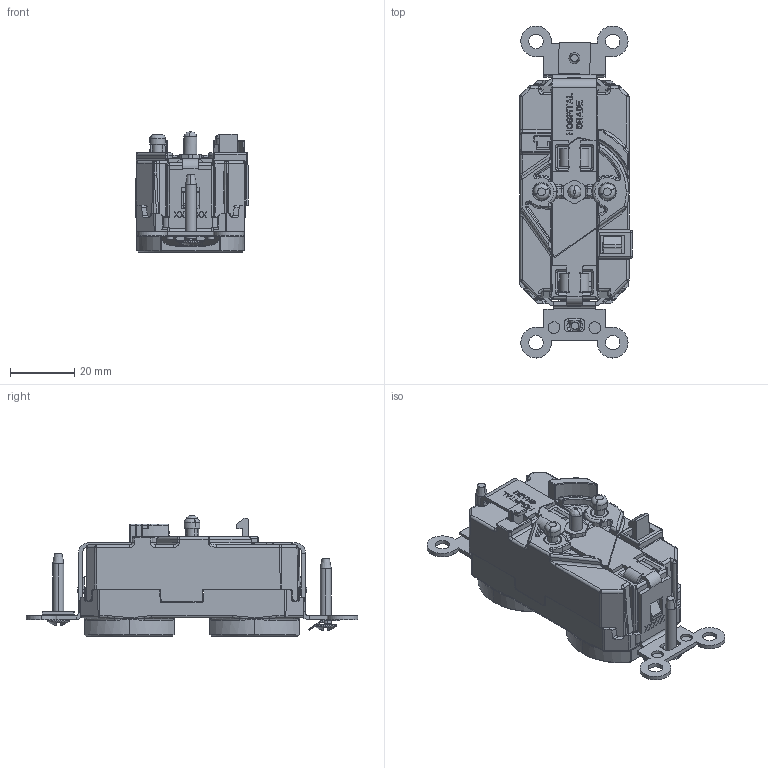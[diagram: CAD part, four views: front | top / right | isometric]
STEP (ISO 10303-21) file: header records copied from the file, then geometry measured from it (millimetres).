
FILE_DESCRIPTION (( 'STEP AP214' ), '1' );
FILE_NAME ('ORC6958-M01.STEP', '2025-10-08T15:45:02', ( '' ), ( '' ), 'SwSTEP 2.0', 'SolidWorks 2024', '' );
FILE_SCHEMA (( 'AUTOMOTIVE_DESIGN' ));
Products named in the file (1): ORC6958-M01
Bounding box: 35.02 x 103.17 x 37.4 mm (x, y, z)
Surface area: 22738 mm2 (no closed solid volume)
Topology: 0 solids, 20 shells, 1601 faces, 6166 edges, 4400 vertices
Faces by surface type: plane 866, cylinder 401, bspline 187, cone 60, torus 44, sphere 43
Entity records: 69293 total; most frequent: CARTESIAN_POINT 20971, ORIENTED_EDGE 9832, DIRECTION 9034, EDGE_CURVE 6147, VERTEX_POINT 4400, LINE 4260, VECTOR 4260, AXIS2_PLACEMENT_3D 2387
